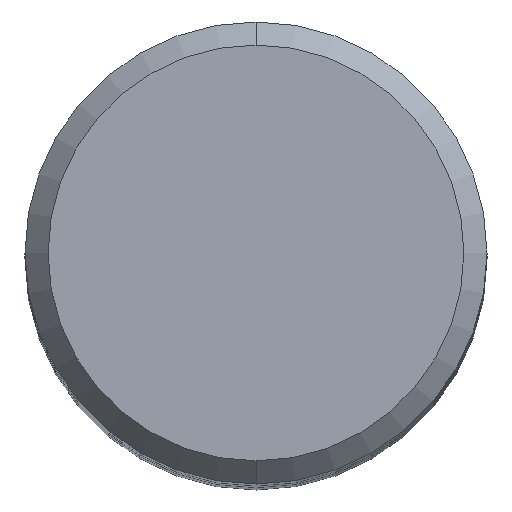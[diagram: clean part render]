
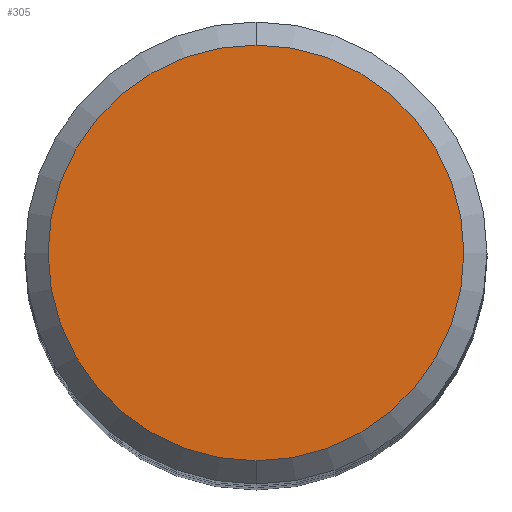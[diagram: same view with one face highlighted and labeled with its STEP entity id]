
A CAD part, top view. The second image highlights one B-rep face of the part: STEP entity #305.
In plain terms, the highlighted planar face has unit normal (0, 0, 1).
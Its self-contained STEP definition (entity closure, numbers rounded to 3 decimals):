
#259=EDGE_CURVE('',#275,#425,#558,.T.);
#263=EDGE_CURVE('',#425,#275,#562,.T.);
#275=VERTEX_POINT('',#576);
#305=ADVANCED_FACE('',(#609),#610,.T.);
#425=VERTEX_POINT('',#743);
#558=CIRCLE('',#1040,9.0);
#562=CIRCLE('',#1069,9.0);
#576=CARTESIAN_POINT('',(0.,-9.0,0.0));
#609=FACE_OUTER_BOUND('',#1147,.T.);
#610=PLANE('',#1148);
#743=CARTESIAN_POINT('',(0.0,9.0,0.0));
#1040=AXIS2_PLACEMENT_3D('',#1641,#1642,#1643);
#1069=AXIS2_PLACEMENT_3D('',#1644,#1645,#1646);
#1147=EDGE_LOOP('',(#1710,#1711));
#1148=AXIS2_PLACEMENT_3D('',#1712,#1713,#1714);
#1641=CARTESIAN_POINT('',(0.0,0.0,0.0));
#1642=DIRECTION('',(0.0,0.0,-1.0));
#1643=DIRECTION('',(0.0,1.0,0.0));
#1644=CARTESIAN_POINT('',(0.0,0.0,0.0));
#1645=DIRECTION('',(0.0,0.0,-1.0));
#1646=DIRECTION('',(0.0,1.0,0.0));
#1710=ORIENTED_EDGE('',*,*,#263,.F.);
#1711=ORIENTED_EDGE('',*,*,#259,.F.);
#1712=CARTESIAN_POINT('',(0.0,4.5,0.0));
#1713=DIRECTION('',(-0.0,0.0,1.0));
#1714=DIRECTION('',(0.0,-1.0,0.0));
